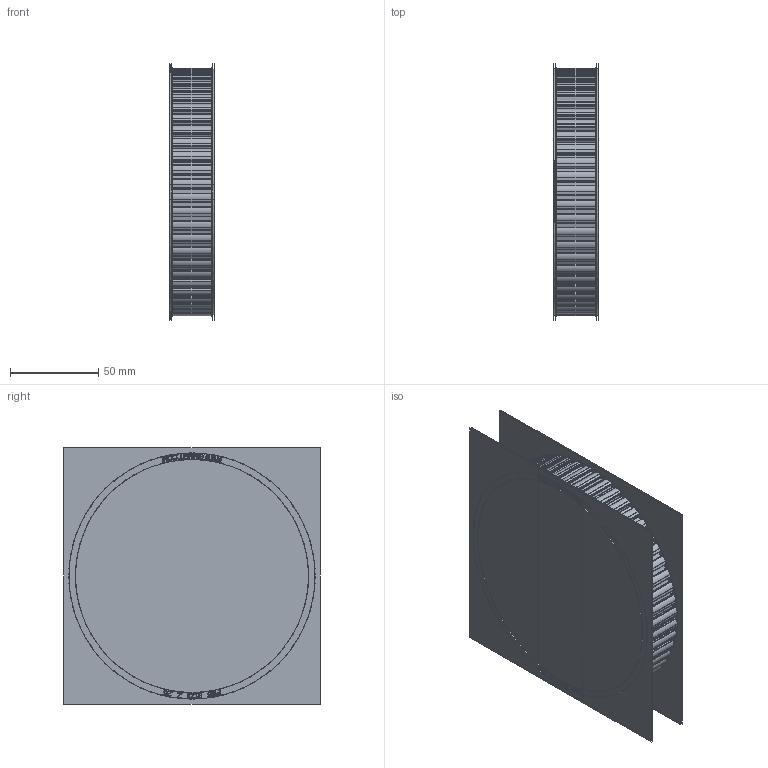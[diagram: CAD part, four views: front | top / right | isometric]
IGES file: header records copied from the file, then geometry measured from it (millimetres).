
Start section:  PTC IGES file: fes8123z25.igs
Global section: file name: fes8123z25.igs; native system: Creo Parametric by Parametric Technology Corporation; preprocessor: 2013150; author: sales 4; organization: Unknown; date: 20140324.142933; units: millimetre
Bounding box: 26 x 145.39 x 145.41 mm (x, y, z)
Volume: 47554.4 mm3; surface area: 526533.9 mm2
Topology: 55 solids, 55 shells, 4240 faces, 22436 edges, 28248 vertices
Faces by surface type: bspline 2500, revolution 1740
